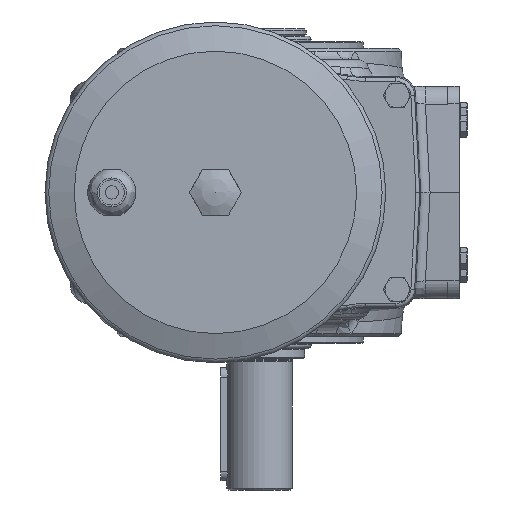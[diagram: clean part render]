
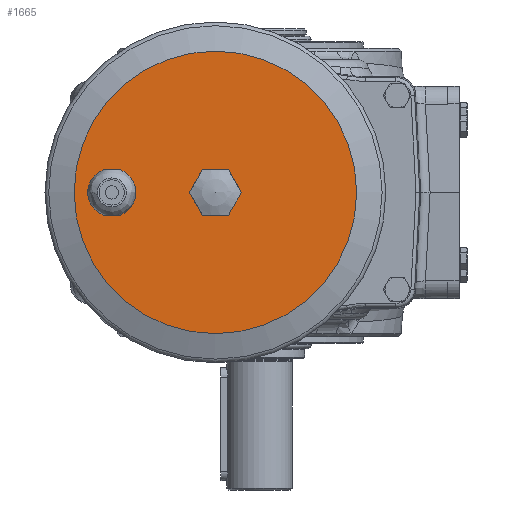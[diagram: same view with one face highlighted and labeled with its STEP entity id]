
A CAD part, left-side view. The second image highlights one B-rep face of the part: STEP entity #1665.
In plain terms, the highlighted planar face has unit normal (-1, 0, 0).
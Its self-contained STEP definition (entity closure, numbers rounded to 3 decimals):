
#1665 = ADVANCED_FACE( '', ( #4023, #4024, #4025 ), #4026, .T. );
#4023 = FACE_BOUND( '', #10979, .T. );
#4024 = FACE_OUTER_BOUND( '', #10980, .T. );
#4025 = FACE_BOUND( '', #10981, .T. );
#4026 = PLANE( '', #10982 );
#10979 = EDGE_LOOP( '', ( #22568, #22569, #22570, #22571 ) );
#10980 = EDGE_LOOP( '', ( #22572 ) );
#10981 = EDGE_LOOP( '', ( #22573, #22574, #22575, #22576, #22577, #22578 ) );
#10982 = AXIS2_PLACEMENT_3D( '', #22579, #22580, #22581 );
#22568 = ORIENTED_EDGE( '', *, *, #27720, .F. );
#22569 = ORIENTED_EDGE( '', *, *, #28327, .F. );
#22570 = ORIENTED_EDGE( '', *, *, #27412, .F. );
#22571 = ORIENTED_EDGE( '', *, *, #28328, .T. );
#22572 = ORIENTED_EDGE( '', *, *, #27213, .T. );
#22573 = ORIENTED_EDGE( '', *, *, #28321, .T. );
#22574 = ORIENTED_EDGE( '', *, *, #28329, .T. );
#22575 = ORIENTED_EDGE( '', *, *, #28330, .T. );
#22576 = ORIENTED_EDGE( '', *, *, #28331, .T. );
#22577 = ORIENTED_EDGE( '', *, *, #28332, .T. );
#22578 = ORIENTED_EDGE( '', *, *, #28333, .T. );
#22579 = CARTESIAN_POINT( '', ( -623.9, 98.4, 0. ) );
#22580 = DIRECTION( '', ( -1., 0., 0. ) );
#22581 = DIRECTION( '', ( 0., 1., 0. ) );
#27213 = EDGE_CURVE( '', #30228, #30228, #30229, .T. );
#27412 = EDGE_CURVE( '', #30565, #30567, #30568, .T. );
#27720 = EDGE_CURVE( '', #31058, #31059, #31060, .T. );
#28321 = EDGE_CURVE( '', #31959, #31963, #31965, .T. );
#28327 = EDGE_CURVE( '', #30567, #31058, #31971, .T. );
#28328 = EDGE_CURVE( '', #30565, #31059, #31972, .T. );
#28329 = EDGE_CURVE( '', #31963, #31973, #31974, .T. );
#28330 = EDGE_CURVE( '', #31973, #31975, #31976, .T. );
#28331 = EDGE_CURVE( '', #31975, #31977, #31978, .T. );
#28332 = EDGE_CURVE( '', #31977, #31979, #31980, .T. );
#28333 = EDGE_CURVE( '', #31979, #31959, #31981, .T. );
#30228 = VERTEX_POINT( '', #35048 );
#30229 = CIRCLE( '', #35049, 75. );
#30565 = VERTEX_POINT( '', #35621 );
#30567 = VERTEX_POINT( '', #35624 );
#30568 = CIRCLE( '', #35625, 12.8 );
#31058 = VERTEX_POINT( '', #36771 );
#31059 = VERTEX_POINT( '', #36772 );
#31060 = CIRCLE( '', #36773, 12.8 );
#31959 = VERTEX_POINT( '', #38526 );
#31963 = VERTEX_POINT( '', #38531 );
#31965 = LINE( '', #38534, #38535 );
#31971 = LINE( '', #38541, #38542 );
#31972 = LINE( '', #38543, #38544 );
#31973 = VERTEX_POINT( '', #38545 );
#31974 = LINE( '', #38546, #38547 );
#31975 = VERTEX_POINT( '', #38548 );
#31976 = LINE( '', #38549, #38550 );
#31977 = VERTEX_POINT( '', #38551 );
#31978 = LINE( '', #38552, #38553 );
#31979 = VERTEX_POINT( '', #38554 );
#31980 = LINE( '', #38555, #38556 );
#31981 = LINE( '', #38557, #38558 );
#35048 = CARTESIAN_POINT( '', ( -623.9, 98.4, 0. ) );
#35049 = AXIS2_PLACEMENT_3D( '', #42561, #42562, #42563 );
#35621 = CARTESIAN_POINT( '', ( -623.9, 82.854, 12. ) );
#35624 = CARTESIAN_POINT( '', ( -623.9, 82.854, -12. ) );
#35625 = AXIS2_PLACEMENT_3D( '', #42812, #42813, #42814 );
#36771 = CARTESIAN_POINT( '', ( -623.9, 73.946, -12. ) );
#36772 = CARTESIAN_POINT( '', ( -623.9, 73.946, 12. ) );
#36773 = AXIS2_PLACEMENT_3D( '', #43187, #43188, #43189 );
#38526 = CARTESIAN_POINT( '', ( -623.9, 16.472, 12. ) );
#38531 = CARTESIAN_POINT( '', ( -623.9, 9.544, 0. ) );
#38534 = CARTESIAN_POINT( '', ( -623.9, 16.472, 12. ) );
#38535 = VECTOR( '', #43893, 1000. );
#38541 = CARTESIAN_POINT( '', ( -623.9, 82.854, -12. ) );
#38542 = VECTOR( '', #43897, 1000. );
#38543 = CARTESIAN_POINT( '', ( -623.9, 82.854, 12. ) );
#38544 = VECTOR( '', #43898, 1000. );
#38545 = CARTESIAN_POINT( '', ( -623.9, 16.472, -12. ) );
#38546 = CARTESIAN_POINT( '', ( -623.9, 9.544, 0. ) );
#38547 = VECTOR( '', #43899, 1000. );
#38548 = CARTESIAN_POINT( '', ( -623.9, 30.328, -12. ) );
#38549 = CARTESIAN_POINT( '', ( -623.9, 16.472, -12. ) );
#38550 = VECTOR( '', #43900, 1000. );
#38551 = CARTESIAN_POINT( '', ( -623.9, 37.256, 0. ) );
#38552 = CARTESIAN_POINT( '', ( -623.9, 30.328, -12. ) );
#38553 = VECTOR( '', #43901, 1000. );
#38554 = CARTESIAN_POINT( '', ( -623.9, 30.328, 12. ) );
#38555 = CARTESIAN_POINT( '', ( -623.9, 37.256, 0. ) );
#38556 = VECTOR( '', #43902, 1000. );
#38557 = CARTESIAN_POINT( '', ( -623.9, 30.328, 12. ) );
#38558 = VECTOR( '', #43903, 1000. );
#42561 = CARTESIAN_POINT( '', ( -623.9, 23.4, 0. ) );
#42562 = DIRECTION( '', ( -1., 0., 0. ) );
#42563 = DIRECTION( '', ( 0., 1., 0. ) );
#42812 = CARTESIAN_POINT( '', ( -623.9, 78.4, 0. ) );
#42813 = DIRECTION( '', ( -1., 0., 0. ) );
#42814 = DIRECTION( '', ( 0., 1., 0. ) );
#43187 = CARTESIAN_POINT( '', ( -623.9, 78.4, 0. ) );
#43188 = DIRECTION( '', ( -1., 0., 0. ) );
#43189 = DIRECTION( '', ( 0., 1., 0. ) );
#43893 = DIRECTION( '', ( 0., -0.5, -0.866 ) );
#43897 = DIRECTION( '', ( 0., -1., 0. ) );
#43898 = DIRECTION( '', ( 0., -1., 0. ) );
#43899 = DIRECTION( '', ( 0., 0.5, -0.866 ) );
#43900 = DIRECTION( '', ( 0., 1., 0. ) );
#43901 = DIRECTION( '', ( 0., 0.5, 0.866 ) );
#43902 = DIRECTION( '', ( 0., -0.5, 0.866 ) );
#43903 = DIRECTION( '', ( 0., -1., 0. ) );
